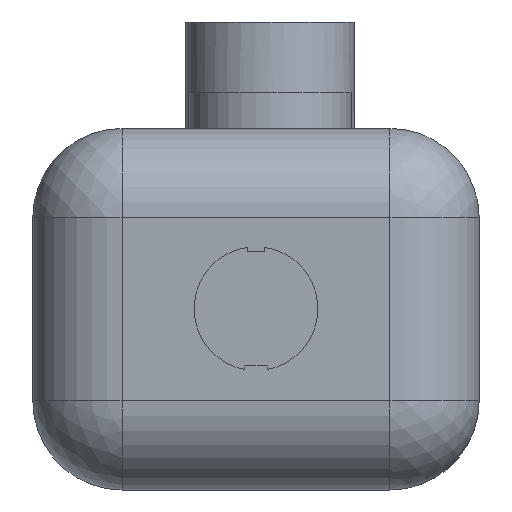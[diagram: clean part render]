
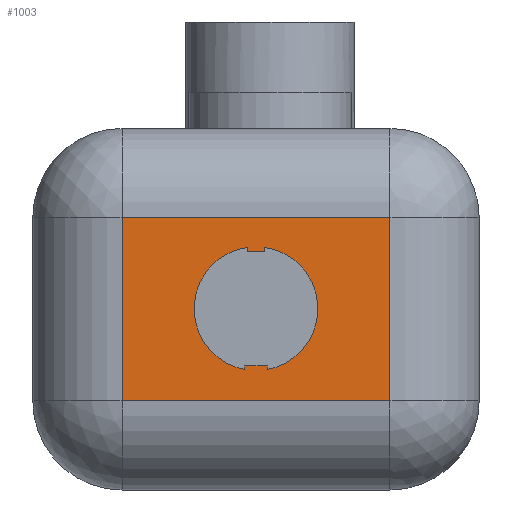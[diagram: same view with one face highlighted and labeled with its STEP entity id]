
A CAD part, front view. The second image highlights one B-rep face of the part: STEP entity #1003.
In plain terms, the highlighted planar face has unit normal (0, -1, 0).
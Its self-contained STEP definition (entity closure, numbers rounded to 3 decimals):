
#253=DIRECTION('',(0.,0.,-1.));
#254=VECTOR('',#253,32.823);
#255=CARTESIAN_POINT('',(64.022,0.,48.823));
#256=LINE('',#255,#254);
#257=DIRECTION('',(-1.,0.,0.));
#258=VECTOR('',#257,48.022);
#259=CARTESIAN_POINT('',(64.022,0.,16.));
#260=LINE('',#259,#258);
#261=DIRECTION('',(0.,0.,1.));
#262=VECTOR('',#261,32.823);
#263=CARTESIAN_POINT('',(16.,0.,16.));
#264=LINE('',#263,#262);
#265=DIRECTION('',(1.,0.,0.));
#266=VECTOR('',#265,48.022);
#267=CARTESIAN_POINT('',(16.,0.,48.823));
#268=LINE('',#267,#266);
#269=DIRECTION('',(0.,0.,-1.));
#270=VECTOR('',#269,0.689);
#271=CARTESIAN_POINT('',(42.035,0.,22.275));
#272=LINE('',#271,#270);
#273=CARTESIAN_POINT('',(40.01,0.,32.5));
#274=DIRECTION('',(0.,-1.,0.));
#275=DIRECTION('',(0.182,0.,-0.983));
#276=AXIS2_PLACEMENT_3D('',#273,#274,#275);
#278=DIRECTION('',(0.,0.,-1.));
#279=VECTOR('',#278,0.77);
#280=CARTESIAN_POINT('',(41.535,0.,43.495));
#281=LINE('',#280,#279);
#282=DIRECTION('',(-1.,0.,0.));
#283=VECTOR('',#282,3.05);
#284=CARTESIAN_POINT('',(41.535,0.,42.725));
#285=LINE('',#284,#283);
#286=DIRECTION('',(0.,0.,1.));
#287=VECTOR('',#286,0.77);
#288=CARTESIAN_POINT('',(38.485,0.,42.725));
#289=LINE('',#288,#287);
#290=CARTESIAN_POINT('',(40.01,0.,32.5));
#291=DIRECTION('',(0.,-1.,0.));
#292=DIRECTION('',(-0.137,0.,0.991));
#293=AXIS2_PLACEMENT_3D('',#290,#291,#292);
#295=DIRECTION('',(0.,0.,1.));
#296=VECTOR('',#295,0.689);
#297=CARTESIAN_POINT('',(37.985,0.,21.586));
#298=LINE('',#297,#296);
#299=DIRECTION('',(1.,0.,0.));
#300=VECTOR('',#299,4.05);
#301=CARTESIAN_POINT('',(37.985,0.,22.275));
#302=LINE('',#301,#300);
#587=CARTESIAN_POINT('',(64.022,0.,48.823));
#588=CARTESIAN_POINT('',(64.022,0.,16.));
#589=VERTEX_POINT('',#587);
#590=VERTEX_POINT('',#588);
#595=CARTESIAN_POINT('',(16.,0.,16.));
#596=VERTEX_POINT('',#595);
#601=CARTESIAN_POINT('',(16.,0.,48.823));
#602=VERTEX_POINT('',#601);
#621=CARTESIAN_POINT('',(42.035,0.,22.275));
#622=CARTESIAN_POINT('',(42.035,0.,21.586));
#623=VERTEX_POINT('',#621);
#624=VERTEX_POINT('',#622);
#625=CARTESIAN_POINT('',(41.535,0.,43.495));
#626=VERTEX_POINT('',#625);
#627=CARTESIAN_POINT('',(41.535,0.,42.725));
#628=VERTEX_POINT('',#627);
#629=CARTESIAN_POINT('',(38.485,0.,42.725));
#630=VERTEX_POINT('',#629);
#631=CARTESIAN_POINT('',(38.485,0.,43.495));
#632=VERTEX_POINT('',#631);
#633=CARTESIAN_POINT('',(37.985,0.,21.586));
#634=VERTEX_POINT('',#633);
#635=CARTESIAN_POINT('',(37.985,0.,22.275));
#636=VERTEX_POINT('',#635);
#972=CARTESIAN_POINT('',(0.,0.,0.));
#973=DIRECTION('',(0.,-1.,0.));
#974=DIRECTION('',(1.,0.,0.));
#975=AXIS2_PLACEMENT_3D('',#972,#973,#974);
#976=PLANE('',#975);
#977=ORIENTED_EDGE('',*,*,#965,.T.);
#978=ORIENTED_EDGE('',*,*,#758,.T.);
#980=ORIENTED_EDGE('',*,*,#979,.T.);
#982=ORIENTED_EDGE('',*,*,#981,.T.);
#983=EDGE_LOOP('',(#977,#978,#980,#982));
#984=FACE_OUTER_BOUND('',#983,.F.);
#986=ORIENTED_EDGE('',*,*,#985,.T.);
#988=ORIENTED_EDGE('',*,*,#987,.T.);
#990=ORIENTED_EDGE('',*,*,#989,.T.);
#992=ORIENTED_EDGE('',*,*,#991,.T.);
#994=ORIENTED_EDGE('',*,*,#993,.T.);
#996=ORIENTED_EDGE('',*,*,#995,.T.);
#998=ORIENTED_EDGE('',*,*,#997,.T.);
#1000=ORIENTED_EDGE('',*,*,#999,.T.);
#1001=EDGE_LOOP('',(#986,#988,#990,#992,#994,#996,#998,#1000));
#1002=FACE_BOUND('',#1001,.F.);
#277=CIRCLE('',#276,11.1);
#294=CIRCLE('',#293,11.1);
#758=EDGE_CURVE('',#590,#596,#260,.T.);
#965=EDGE_CURVE('',#589,#590,#256,.T.);
#979=EDGE_CURVE('',#596,#602,#264,.T.);
#981=EDGE_CURVE('',#602,#589,#268,.T.);
#985=EDGE_CURVE('',#623,#624,#272,.T.);
#987=EDGE_CURVE('',#624,#626,#277,.T.);
#989=EDGE_CURVE('',#626,#628,#281,.T.);
#991=EDGE_CURVE('',#628,#630,#285,.T.);
#993=EDGE_CURVE('',#630,#632,#289,.T.);
#995=EDGE_CURVE('',#632,#634,#294,.T.);
#997=EDGE_CURVE('',#634,#636,#298,.T.);
#999=EDGE_CURVE('',#636,#623,#302,.T.);
#1003=ADVANCED_FACE('',(#984,#1002),#976,.T.);
